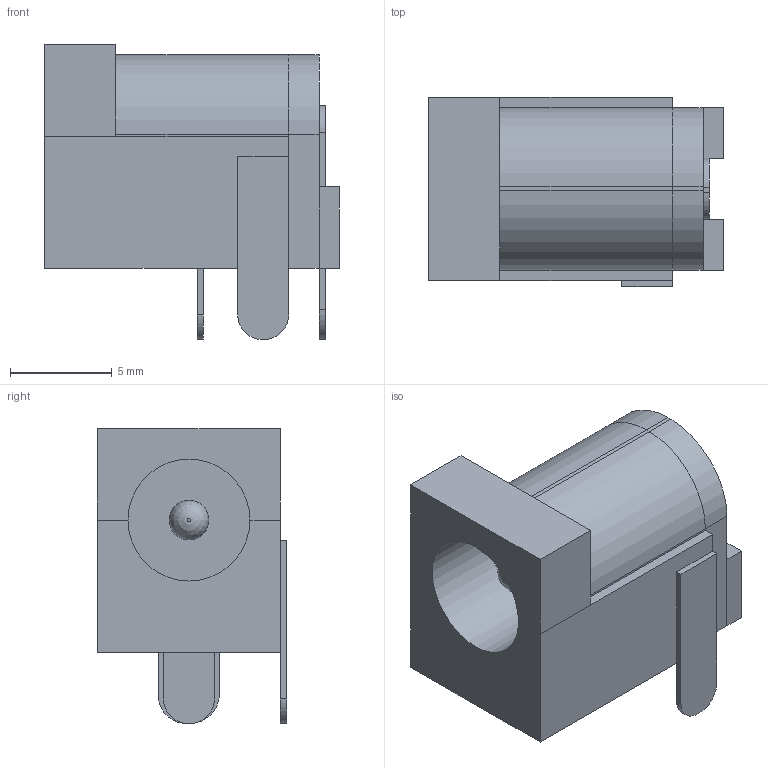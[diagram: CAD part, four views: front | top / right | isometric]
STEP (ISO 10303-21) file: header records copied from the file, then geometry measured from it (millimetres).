
FILE_DESCRIPTION(('FreeCAD Model'),'2;1');
FILE_NAME('Open CASCADE Shape Model','2022-04-12T14:49:37',('Author'),( ''),'Open CASCADE STEP processor 7.5','FreeCAD','Unknown');
FILE_SCHEMA(('AUTOMOTIVE_DESIGN { 1 0 10303 214 1 1 1 1 }'));
Length unit declared in the file: millimetre
Products named in the file (11): Unnamed; Part004; Body004; Part003; Body003; Part002; Body002; Part001; Body001; Part; Body
Assembly tree (10 placements, depth 3):
  Unnamed
    Part004
      Body004
    Part003
      Body003
    Part002
      Body002
    Part001
      Body001
    Part
      Body
Bounding box: 14.5 x 9.3 x 14.5 mm (x, y, z)
Volume: 955.6 mm3; surface area: 1101.8 mm2
Topology: 5 solids, 5 shells, 69 faces, 153 edges, 94 vertices
Faces by surface type: plane 54, cylinder 14, revolution 1
Full cylindrical faces by diameter (mm): 1.95 x1, 6 x1
Entity records: 4128 total; most frequent: CARTESIAN_POINT 723, DIRECTION 629, LINE 391, VECTOR 391, ORIENTED_EDGE 306, PCURVE 306, DEFINITIONAL_REPRESENTATION 306, EDGE_CURVE 153
